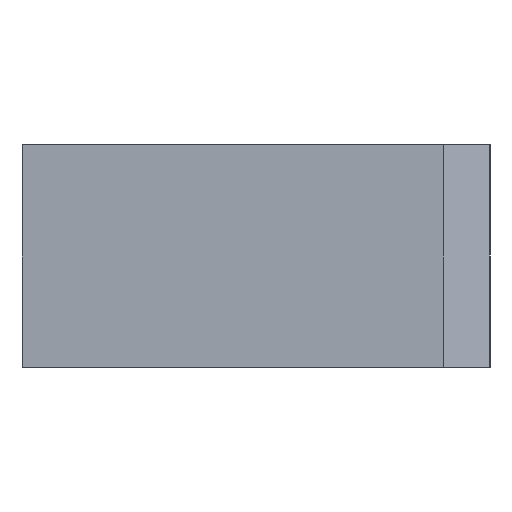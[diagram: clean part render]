
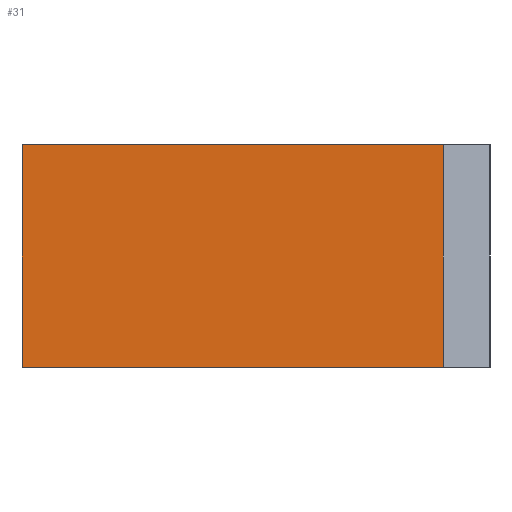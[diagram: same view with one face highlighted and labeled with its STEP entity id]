
A CAD part, left-side view. The second image highlights one B-rep face of the part: STEP entity #31.
In plain terms, the highlighted planar face has unit normal (-1, 0, 0).
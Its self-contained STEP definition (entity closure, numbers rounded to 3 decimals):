
#31 = ADVANCED_FACE ( 'NONE', ( #1134 ), #1131, .T. ) ;
#287 = DIRECTION ( 'NONE',  ( 0., 1., 0. ) ) ;
#288 = CARTESIAN_POINT ( 'NONE',  ( 2.5, 25.17, -5.5 ) ) ;
#290 = LINE ( 'NONE', #288, #1333 ) ;
#394 = DIRECTION ( 'NONE',  ( 0., 0., -1. ) ) ;
#401 = CARTESIAN_POINT ( 'NONE',  ( 2.5, 16.17, -3.484 ) ) ;
#406 = LINE ( 'NONE', #401, #1260 ) ;
#438 = DIRECTION ( 'NONE',  ( 0., 0., -1. ) ) ;
#439 = CARTESIAN_POINT ( 'NONE',  ( 2.5, 25.17, -5.5 ) ) ;
#440 = LINE ( 'NONE', #439, #1256 ) ;
#487 = CARTESIAN_POINT ( 'NONE',  ( 2.5, 25.17, -10.25 ) ) ;
#502 = DIRECTION ( 'NONE',  ( 0., 1., 0. ) ) ;
#503 = LINE ( 'NONE', #487, #1254 ) ;
#580 = CARTESIAN_POINT ( 'NONE',  ( 2.5, 25.17, -10.25 ) ) ;
#590 = CARTESIAN_POINT ( 'NONE',  ( 2.5, 16.17, -10.25 ) ) ;
#598 = CARTESIAN_POINT ( 'NONE',  ( 2.5, 25.17, -5.5 ) ) ;
#620 = CARTESIAN_POINT ( 'NONE',  ( 2.5, 16.17, -5.5 ) ) ;
#1116 = DIRECTION ( 'NONE',  ( 0., 0., 1. ) ) ;
#1121 = DIRECTION ( 'NONE',  ( -1., 0., 0. ) ) ;
#1131 = PLANE ( 'NONE',  #1532 ) ;
#1134 = FACE_OUTER_BOUND ( 'NONE', #2266, .T. ) ;
#1185 = CARTESIAN_POINT ( 'NONE',  ( 2.5, 25.17, -5.5 ) ) ;
#1254 = VECTOR ( 'NONE', #502, 1000. ) ;
#1256 = VECTOR ( 'NONE', #438, 1000. ) ;
#1260 = VECTOR ( 'NONE', #394, 1000. ) ;
#1333 = VECTOR ( 'NONE', #287, 1000. ) ;
#1443 = EDGE_CURVE ( 'NONE', #2419, #2427, #503, .T. ) ;
#1445 = EDGE_CURVE ( 'NONE', #2413, #2427, #440, .T. ) ;
#1449 = EDGE_CURVE ( 'NONE', #2359, #2419, #406, .T. ) ;
#1532 = AXIS2_PLACEMENT_3D ( 'NONE', #1185, #1121, #1116 ) ;
#2266 = EDGE_LOOP ( 'NONE', ( #2336, #2351, #2341, #2346 ) ) ;
#2336 = ORIENTED_EDGE ( 'NONE', *, *, #1443, .F. ) ;
#2341 = ORIENTED_EDGE ( 'NONE', *, *, #2668, .T. ) ;
#2346 = ORIENTED_EDGE ( 'NONE', *, *, #1445, .T. ) ;
#2351 = ORIENTED_EDGE ( 'NONE', *, *, #1449, .F. ) ;
#2359 = VERTEX_POINT ( 'NONE', #620 ) ;
#2413 = VERTEX_POINT ( 'NONE', #598 ) ;
#2419 = VERTEX_POINT ( 'NONE', #590 ) ;
#2427 = VERTEX_POINT ( 'NONE', #580 ) ;
#2668 = EDGE_CURVE ( 'NONE', #2359, #2413, #290, .T. ) ;
